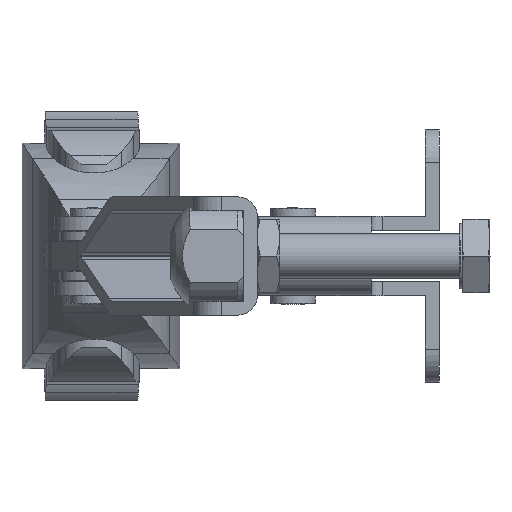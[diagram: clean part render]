
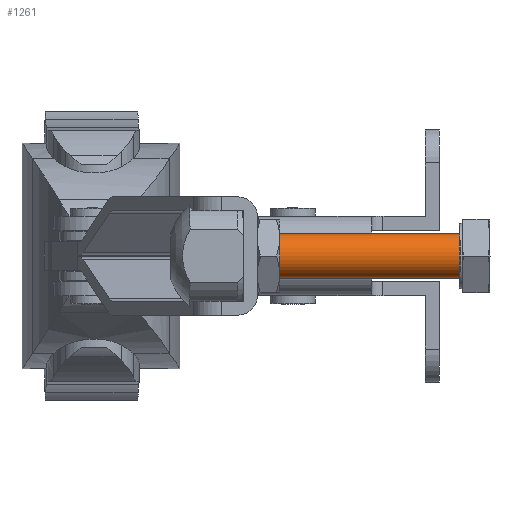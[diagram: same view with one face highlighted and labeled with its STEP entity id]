
A CAD part, left-side view. The second image highlights one B-rep face of the part: STEP entity #1261.
In plain terms, the highlighted cylindrical face has radius 4 mm (diameter 8 mm), a full revolution.
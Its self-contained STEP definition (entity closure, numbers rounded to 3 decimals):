
#1261 = ADVANCED_FACE( '', ( #2464, #2465 ), #2466, .T. );
#2464 = FACE_OUTER_BOUND( '', #3667, .T. );
#2465 = FACE_OUTER_BOUND( '', #3668, .T. );
#2466 = CYLINDRICAL_SURFACE( '', #3669, 4. );
#3667 = EDGE_LOOP( '', ( #6482 ) );
#3668 = EDGE_LOOP( '', ( #6483 ) );
#3669 = AXIS2_PLACEMENT_3D( '', #6484, #6485, #6486 );
#6482 = ORIENTED_EDGE( '', *, *, #7989, .F. );
#6483 = ORIENTED_EDGE( '', *, *, #7384, .T. );
#6484 = CARTESIAN_POINT( '', ( 0., 45., 0. ) );
#6485 = DIRECTION( '', ( 0., -1., 0. ) );
#6486 = DIRECTION( '', ( 0., 0., 1. ) );
#7384 = EDGE_CURVE( '', #8787, #8787, #8788, .T. );
#7989 = EDGE_CURVE( '', #9753, #9753, #9754, .T. );
#8787 = VERTEX_POINT( '', #10837 );
#8788 = CIRCLE( '', #10838, 4. );
#9753 = VERTEX_POINT( '', #12481 );
#9754 = CIRCLE( '', #12482, 4. );
#10837 = CARTESIAN_POINT( '', ( 0., 0., 4. ) );
#10838 = AXIS2_PLACEMENT_3D( '', #13831, #13832, #13833 );
#12481 = CARTESIAN_POINT( '', ( 0., 44.233, 4. ) );
#12482 = AXIS2_PLACEMENT_3D( '', #14569, #14570, #14571 );
#13831 = CARTESIAN_POINT( '', ( 0., 0., 0. ) );
#13832 = DIRECTION( '', ( 0., 1., 0. ) );
#13833 = DIRECTION( '', ( 0., 0., 1. ) );
#14569 = CARTESIAN_POINT( '', ( 0., 44.233, 0. ) );
#14570 = DIRECTION( '', ( 0., 1., 0. ) );
#14571 = DIRECTION( '', ( 0., 0., 1. ) );
